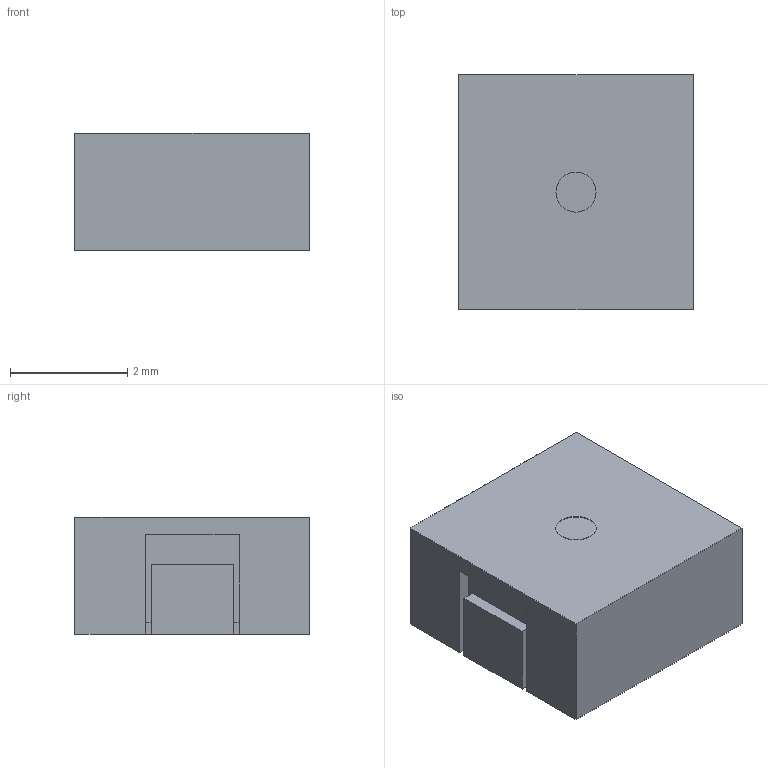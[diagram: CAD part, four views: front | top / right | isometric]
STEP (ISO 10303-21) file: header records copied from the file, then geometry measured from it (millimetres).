
FILE_DESCRIPTION (( 'STEP AP214' ), '1' );
FILE_NAME ('BUZ-SMD_2P-L4.0-W4.0-H2.0.step', '2022-06-24T01:33:45', ( '' ), ( '' ), 'SwSTEP 2.0', 'SolidWorks 2020', '' );
FILE_SCHEMA (( 'AUTOMOTIVE_DESIGN' ));
Length unit declared in the file: millimetre
Products named in the file (1): BUZ-SMD_2P-L4.0-W4.0-H2.0
Bounding box: 4 x 4.01 x 2.01 mm (x, y, z)
Volume: 31.6 mm3; surface area: 70.9 mm2
Topology: 1 solids, 1 shells, 320 faces, 869 edges, 578 vertices
Faces by surface type: plane 206, bspline 112, cylinder 2
Entity records: 14731 total; most frequent: CARTESIAN_POINT 3872, ORIENTED_EDGE 1738, DIRECTION 1063, EDGE_CURVE 869, LINE 637, VECTOR 637, VERTEX_POINT 578, EDGE_LOOP 347
